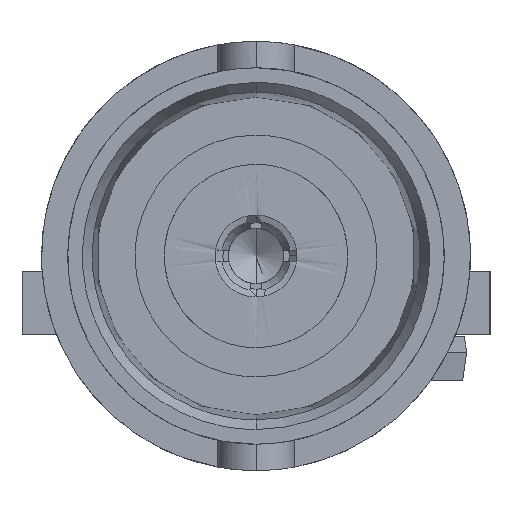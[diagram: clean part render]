
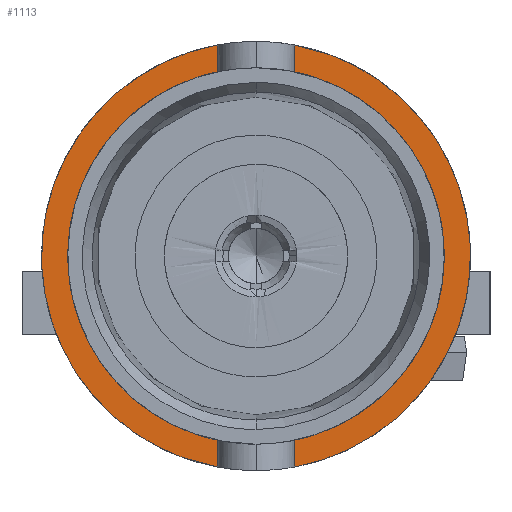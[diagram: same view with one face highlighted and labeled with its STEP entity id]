
A CAD part, left-side view. The second image highlights one B-rep face of the part: STEP entity #1113.
In plain terms, the highlighted planar face has unit normal (-1, 0, 0).
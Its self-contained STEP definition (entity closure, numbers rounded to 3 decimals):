
#433 = CARTESIAN_POINT ( 'NONE',  ( 11.41, 11.5, 1.12 ) ) ;
#836 = CARTESIAN_POINT ( 'NONE',  ( 11.41, 10.699, -0.863 ) ) ;
#965 = CARTESIAN_POINT ( 'NONE',  ( 11.41, 10.699, 1.663 ) ) ;
#1113 = ADVANCED_FACE ( 'NONE', ( #6963, #15807 ), #33969, .F. ) ;
#2015 = CARTESIAN_POINT ( 'NONE',  ( 11.41, 3.57, 4.616 ) ) ;
#2325 = B_SPLINE_CURVE_WITH_KNOTS ( 'NONE', 3,
 ( #26407, #34649, #17717, #29328, #12153, #14976, #17847, #965, #20842, #3838, #836, #32163, #23662, #20720, #3723, #23536, #24021, #18584 ),
 .UNSPECIFIED., .F., .F.,
 ( 4, 2, 2, 2, 2, 2, 2, 2, 4 ),
 ( 0., 0.125, 0.25, 0.375, 0.5, 0.625, 0.75, 0.875, 1. ),
 .UNSPECIFIED. ) ;
#2399 = DIRECTION ( 'NONE',  ( 1., 0., 0. ) ) ;
#3689 = CARTESIAN_POINT ( 'NONE',  ( 11.41, 6., 5.9 ) ) ;
#3723 = CARTESIAN_POINT ( 'NONE',  ( 11.41, 8.43, -3.816 ) ) ;
#3838 = CARTESIAN_POINT ( 'NONE',  ( 11.41, 10.825, -0.232 ) ) ;
#4181 = CARTESIAN_POINT ( 'NONE',  ( 11.41, 3.23, -4.406 ) ) ;
#5074 = VERTEX_POINT ( 'NONE', #18094 ) ;
#5831 = CARTESIAN_POINT ( 'NONE',  ( 11.41, 6.72, 5.9 ) ) ;
#5952 = CARTESIAN_POINT ( 'NONE',  ( 11.41, 6., -5.1 ) ) ;
#6384 = VERTEX_POINT ( 'NONE', #23392 ) ;
#6963 = FACE_OUTER_BOUND ( 'NONE', #35433, .T. ) ;
#7015 = CARTESIAN_POINT ( 'NONE',  ( 11.41, 4.56, -4.957 ) ) ;
#7257 = CARTESIAN_POINT ( 'NONE',  ( 11.41, 4.737, -4.299 ) ) ;
#7486 = CARTESIAN_POINT ( 'NONE',  ( 11.41, 6., -4.425 ) ) ;
#7499 = CARTESIAN_POINT ( 'NONE',  ( 11.41, 1.175, 1.032 ) ) ;
#8542 = CARTESIAN_POINT ( 'NONE',  ( 11.41, 9.38, 4.798 ) ) ;
#8788 = CARTESIAN_POINT ( 'NONE',  ( 11.41, 11.5, -0.32 ) ) ;
#8822 = CARTESIAN_POINT ( 'NONE',  ( 11.41, 6., 5.9 ) ) ;
#9033 = CARTESIAN_POINT ( 'NONE',  ( 11.41, 10.398, 3.78 ) ) ;
#9635 = CARTESIAN_POINT ( 'NONE',  ( 11.41, 2.62, 4.798 ) ) ;
#9951 = ORIENTED_EDGE ( 'NONE', *, *, #19248, .F. ) ;
#10123 = CARTESIAN_POINT ( 'NONE',  ( 11.41, 1.784, 2.83 ) ) ;
#10235 = CARTESIAN_POINT ( 'NONE',  ( 11.41, 0.5, -0.32 ) ) ;
#10584 = CARTESIAN_POINT ( 'NONE',  ( 11.41, 1.301, -0.863 ) ) ;
#10678 = B_SPLINE_CURVE_WITH_KNOTS ( 'NONE', 3,
 ( #3689, #32135, #23748, #26612, #9635, #29417, #14697, #17563, #12848, #10235, #15565, #18177, #24356, #21160, #4181, #7015, #35362, #32492 ),
 .UNSPECIFIED., .F., .F.,
 ( 4, 2, 2, 2, 2, 2, 2, 2, 4 ),
 ( 0., 0.125, 0.25, 0.375, 0.5, 0.625, 0.75, 0.875, 1. ),
 .UNSPECIFIED. ) ;
#11339 = VERTEX_POINT ( 'NONE', #8822 ) ;
#11627 = CARTESIAN_POINT ( 'NONE',  ( 11.41, 8.77, 5.206 ) ) ;
#12153 = CARTESIAN_POINT ( 'NONE',  ( 11.41, 8.965, 4.258 ) ) ;
#12848 = CARTESIAN_POINT ( 'NONE',  ( 11.41, 0.5, 1.12 ) ) ;
#13659 = ORIENTED_EDGE ( 'NONE', *, *, #36527, .F. ) ;
#14197 = VERTEX_POINT ( 'NONE', #7486 ) ;
#14584 = CARTESIAN_POINT ( 'NONE',  ( 11.41, 10.806, -2.37 ) ) ;
#14697 = CARTESIAN_POINT ( 'NONE',  ( 11.41, 1.194, 3.17 ) ) ;
#14976 = CARTESIAN_POINT ( 'NONE',  ( 11.41, 9.858, 3.365 ) ) ;
#15306 = CARTESIAN_POINT ( 'NONE',  ( 11.41, 3.035, -3.458 ) ) ;
#15565 = CARTESIAN_POINT ( 'NONE',  ( 11.41, 0.643, -1.04 ) ) ;
#15807 = FACE_BOUND ( 'NONE', #26248, .T. ) ;
#16151 = CARTESIAN_POINT ( 'NONE',  ( 11.41, 5.368, 5.225 ) ) ;
#17075 = CARTESIAN_POINT ( 'NONE',  ( 11.41, 10.398, -2.98 ) ) ;
#17563 = CARTESIAN_POINT ( 'NONE',  ( 11.41, 0.643, 1.84 ) ) ;
#17717 = CARTESIAN_POINT ( 'NONE',  ( 11.41, 7.263, 5.099 ) ) ;
#17847 = CARTESIAN_POINT ( 'NONE',  ( 11.41, 10.216, 2.83 ) ) ;
#18094 = CARTESIAN_POINT ( 'NONE',  ( 11.41, 6., 5.225 ) ) ;
#18177 = CARTESIAN_POINT ( 'NONE',  ( 11.41, 1.194, -2.37 ) ) ;
#18584 = CARTESIAN_POINT ( 'NONE',  ( 11.41, 6., -4.425 ) ) ;
#18671 = CARTESIAN_POINT ( 'NONE',  ( 11.41, 2.142, 3.365 ) ) ;
#19248 = EDGE_CURVE ( 'NONE', #14197, #5074, #28364, .T. ) ;
#19302 = CARTESIAN_POINT ( 'NONE',  ( 11.41, 6., 0.4 ) ) ;
#20458 = CARTESIAN_POINT ( 'NONE',  ( 11.41, 10.806, 3.17 ) ) ;
#20720 = CARTESIAN_POINT ( 'NONE',  ( 11.41, 8.965, -3.458 ) ) ;
#20842 = CARTESIAN_POINT ( 'NONE',  ( 11.41, 10.825, 1.032 ) ) ;
#21160 = CARTESIAN_POINT ( 'NONE',  ( 11.41, 2.62, -3.998 ) ) ;
#22233 = DIRECTION ( 'NONE',  ( 0., -1., 0. ) ) ;
#22766 = CARTESIAN_POINT ( 'NONE',  ( 11.41, 6.72, -5.1 ) ) ;
#23392 = CARTESIAN_POINT ( 'NONE',  ( 11.41, 6., -5.1 ) ) ;
#23536 = CARTESIAN_POINT ( 'NONE',  ( 11.41, 7.263, -4.299 ) ) ;
#23662 = CARTESIAN_POINT ( 'NONE',  ( 11.41, 9.858, -2.565 ) ) ;
#23748 = CARTESIAN_POINT ( 'NONE',  ( 11.41, 4.56, 5.757 ) ) ;
#24021 = CARTESIAN_POINT ( 'NONE',  ( 11.41, 6.632, -4.425 ) ) ;
#24232 = CARTESIAN_POINT ( 'NONE',  ( 11.41, 5.368, -4.425 ) ) ;
#24354 = CARTESIAN_POINT ( 'NONE',  ( 11.41, 1.301, 1.663 ) ) ;
#24356 = CARTESIAN_POINT ( 'NONE',  ( 11.41, 1.602, -2.98 ) ) ;
#25385 = AXIS2_PLACEMENT_3D ( 'NONE', #19302, #2399, #22233 ) ;
#25880 = ORIENTED_EDGE ( 'NONE', *, *, #26227, .F. ) ;
#26022 = CARTESIAN_POINT ( 'NONE',  ( 11.41, 11.357, -1.04 ) ) ;
#26227 = EDGE_CURVE ( 'NONE', #6384, #11339, #29465, .T. ) ;
#26248 = EDGE_LOOP ( 'NONE', ( #13659, #9951 ) ) ;
#26407 = CARTESIAN_POINT ( 'NONE',  ( 11.41, 6., 5.225 ) ) ;
#26610 = CARTESIAN_POINT ( 'NONE',  ( 11.41, 6., -4.425 ) ) ;
#26612 = CARTESIAN_POINT ( 'NONE',  ( 11.41, 3.23, 5.206 ) ) ;
#27434 = CARTESIAN_POINT ( 'NONE',  ( 11.41, 1.175, -0.232 ) ) ;
#27550 = CARTESIAN_POINT ( 'NONE',  ( 11.41, 1.784, -2.03 ) ) ;
#28364 = B_SPLINE_CURVE_WITH_KNOTS ( 'NONE', 3,
 ( #26610, #24232, #7257, #29416, #15306, #35117, #27550, #10584, #27434, #7499, #24354, #10123, #18671, #35850, #2015, #35978, #16151, #30397 ),
 .UNSPECIFIED., .F., .F.,
 ( 4, 2, 2, 2, 2, 2, 2, 2, 4 ),
 ( 0., 0.125, 0.25, 0.375, 0.5, 0.625, 0.75, 0.875, 1. ),
 .UNSPECIFIED. ) ;
#28693 = CARTESIAN_POINT ( 'NONE',  ( 11.41, 8.77, -4.406 ) ) ;
#28821 = CARTESIAN_POINT ( 'NONE',  ( 11.41, 7.44, 5.757 ) ) ;
#29120 = EDGE_CURVE ( 'NONE', #11339, #6384, #10678, .T. ) ;
#29328 = CARTESIAN_POINT ( 'NONE',  ( 11.41, 8.43, 4.616 ) ) ;
#29416 = CARTESIAN_POINT ( 'NONE',  ( 11.41, 3.57, -3.816 ) ) ;
#29417 = CARTESIAN_POINT ( 'NONE',  ( 11.41, 1.602, 3.78 ) ) ;
#29465 = B_SPLINE_CURVE_WITH_KNOTS ( 'NONE', 3,
 ( #5952, #22766, #34499, #28693, #34014, #17075, #14584, #26022, #8788, #433, #34374, #20458, #9033, #8542, #11627, #28821, #5831, #31403 ),
 .UNSPECIFIED., .F., .F.,
 ( 4, 2, 2, 2, 2, 2, 2, 2, 4 ),
 ( 0., 0.125, 0.25, 0.375, 0.5, 0.625, 0.75, 0.875, 1. ),
 .UNSPECIFIED. ) ;
#30397 = CARTESIAN_POINT ( 'NONE',  ( 11.41, 6., 5.225 ) ) ;
#31403 = CARTESIAN_POINT ( 'NONE',  ( 11.41, 6., 5.9 ) ) ;
#32135 = CARTESIAN_POINT ( 'NONE',  ( 11.41, 5.28, 5.9 ) ) ;
#32163 = CARTESIAN_POINT ( 'NONE',  ( 11.41, 10.216, -2.03 ) ) ;
#32492 = CARTESIAN_POINT ( 'NONE',  ( 11.41, 6., -5.1 ) ) ;
#33969 = PLANE ( 'NONE',  #25385 ) ;
#34014 = CARTESIAN_POINT ( 'NONE',  ( 11.41, 9.38, -3.998 ) ) ;
#34374 = CARTESIAN_POINT ( 'NONE',  ( 11.41, 11.357, 1.84 ) ) ;
#34499 = CARTESIAN_POINT ( 'NONE',  ( 11.41, 7.44, -4.957 ) ) ;
#34649 = CARTESIAN_POINT ( 'NONE',  ( 11.41, 6.632, 5.225 ) ) ;
#35117 = CARTESIAN_POINT ( 'NONE',  ( 11.41, 2.142, -2.565 ) ) ;
#35362 = CARTESIAN_POINT ( 'NONE',  ( 11.41, 5.28, -5.1 ) ) ;
#35433 = EDGE_LOOP ( 'NONE', ( #36491, #25880 ) ) ;
#35850 = CARTESIAN_POINT ( 'NONE',  ( 11.41, 3.035, 4.258 ) ) ;
#35978 = CARTESIAN_POINT ( 'NONE',  ( 11.41, 4.737, 5.099 ) ) ;
#36491 = ORIENTED_EDGE ( 'NONE', *, *, #29120, .F. ) ;
#36527 = EDGE_CURVE ( 'NONE', #5074, #14197, #2325, .T. ) ;
